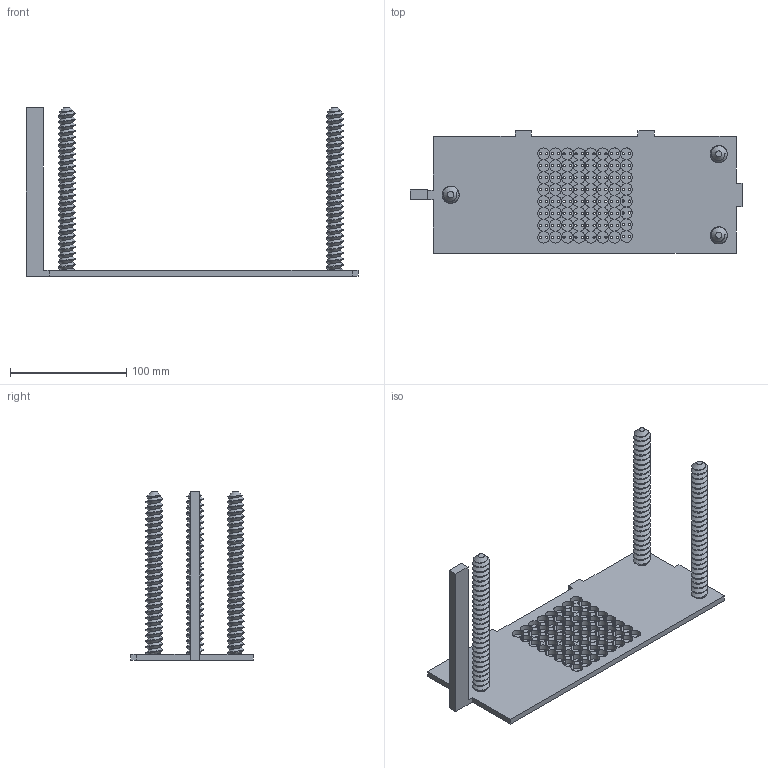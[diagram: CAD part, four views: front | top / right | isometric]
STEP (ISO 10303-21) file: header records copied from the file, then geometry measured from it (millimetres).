
FILE_DESCRIPTION(/* description */ ('STEP AP242 Edition 2','CAx-IF Rec.Pracs.---Representation and Presentation of Product Manufacturing Information (PMI)---4.0---2014-10-13','CAx-IF Rec.Pracs.---3D Tessellated Geometry---0.4---2014-09-14','2;1','CAx-IF Rec.Pracs.---User Defined Attributes---1.5---2016-08-15'),/* implementation_level */ '2;1');
FILE_NAME(/* name */ '6984943f20201f0c7cda7343',/* time_stamp */ '2026-02-05T12:59:44Z',/* author */ (''),/* organization */ (''),/* preprocessor_version */ 'ST-DEVELOPER v20',/* originating_system */ 'ONSHAPE BY PTC INC, 1.210',/* authorisation */ ' ');
FILE_SCHEMA (('AP242_MANAGED_MODEL_BASED_3D_ENGINEERING_MIM_LF { 1 0 10303 442 3 1 4 }'));
Length unit declared in the file: metre
Products named in the file (1): Plaque basse
Bounding box: 285.7 x 105.7 x 145 mm (x, y, z)
Volume: 167035.8 mm3; surface area: 89018.1 mm2
Topology: 1 solids, 1 shells, 411 faces, 1185 edges, 787 vertices
Faces by surface type: cylinder 249, plane 153, bspline 6, cone 3
Full cylindrical faces by diameter (mm): 2 x128
Entity records: 22561 total; most frequent: CARTESIAN_POINT 11340, DIRECTION 2337, ORIENTED_EDGE 2108, EDGE_CURVE 1054, AXIS2_PLACEMENT_3D 901, EDGE_LOOP 809, FACE_BOUND 809, VERTEX_POINT 787
